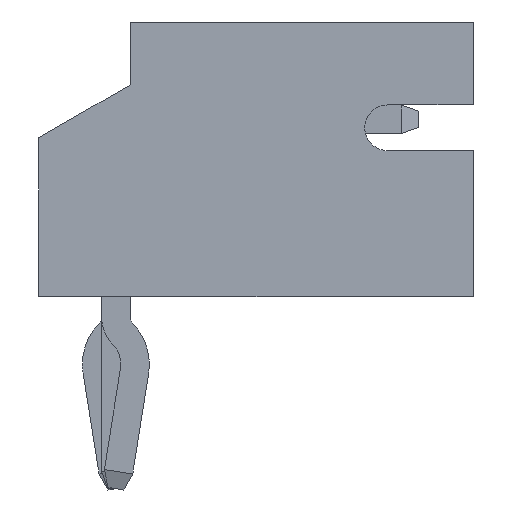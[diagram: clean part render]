
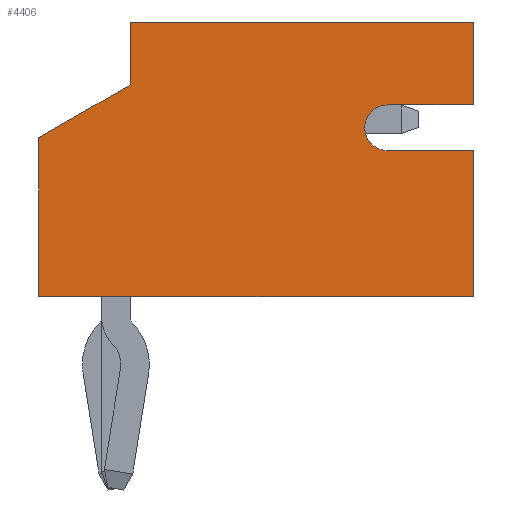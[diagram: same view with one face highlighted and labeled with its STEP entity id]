
A CAD part, left-side view. The second image highlights one B-rep face of the part: STEP entity #4406.
In plain terms, the highlighted planar face has unit normal (-1, 0, 0).
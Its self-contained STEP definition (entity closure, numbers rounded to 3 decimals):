
#3101 = VERTEX_POINT('',#3102);
#3102 = CARTESIAN_POINT('',(-2.95,3.7,1.6));
#3108 = EDGE_CURVE('',#3109,#3101,#3111,.T.);
#3109 = VERTEX_POINT('',#3110);
#3110 = CARTESIAN_POINT('',(-2.95,4.8,1.6));
#3111 = LINE('',#3112,#3113);
#3112 = CARTESIAN_POINT('',(-2.95,4.8,1.6));
#3113 = VECTOR('',#3114,1.);
#3114 = DIRECTION('',(0.,-1.,0.));
#3551 = EDGE_CURVE('',#3552,#3109,#3554,.T.);
#3552 = VERTEX_POINT('',#3553);
#3553 = CARTESIAN_POINT('',(-2.95,4.8,7.6));
#3554 = LINE('',#3555,#3556);
#3555 = CARTESIAN_POINT('',(-2.95,4.8,7.6));
#3556 = VECTOR('',#3557,1.);
#3557 = DIRECTION('',(0.,-0.,-1.));
#3677 = VERTEX_POINT('',#3678);
#3678 = CARTESIAN_POINT('',(-2.95,2.55,7.6));
#3684 = EDGE_CURVE('',#3685,#3677,#3687,.T.);
#3685 = VERTEX_POINT('',#3686);
#3686 = CARTESIAN_POINT('',(-2.95,0.,7.6));
#3687 = LINE('',#3688,#3689);
#3688 = CARTESIAN_POINT('',(-2.95,4.8,7.6));
#3689 = VECTOR('',#3690,1.);
#3690 = DIRECTION('',(0.,1.,0.));
#3741 = EDGE_CURVE('',#3742,#3685,#3744,.T.);
#3742 = VERTEX_POINT('',#3743);
#3743 = CARTESIAN_POINT('',(-2.95,0.,
    0.));
#3744 = LINE('',#3745,#3746);
#3745 = CARTESIAN_POINT('',(-2.95,0.,7.6));
#3746 = VECTOR('',#3747,1.);
#3747 = DIRECTION('',(0.,0.,1.));
#3992 = VERTEX_POINT('',#3993);
#3993 = CARTESIAN_POINT('',(-2.95,3.35,7.6));
#3999 = EDGE_CURVE('',#4000,#3992,#4002,.T.);
#4000 = VERTEX_POINT('',#4001);
#4001 = CARTESIAN_POINT('',(-2.95,3.35,6.1));
#4002 = LINE('',#4003,#4004);
#4003 = CARTESIAN_POINT('',(-2.95,3.35,7.6));
#4004 = VECTOR('',#4005,1.);
#4005 = DIRECTION('',(0.,0.,1.));
#4021 = EDGE_CURVE('',#4022,#4000,#4024,.T.);
#4022 = VERTEX_POINT('',#4023);
#4023 = CARTESIAN_POINT('',(-2.95,2.95,5.7));
#4024 = CIRCLE('',#4025,0.4);
#4025 = AXIS2_PLACEMENT_3D('',#4026,#4027,#4028);
#4026 = CARTESIAN_POINT('',(-2.95,2.95,6.1));
#4027 = DIRECTION('',(1.,0.,0.));
#4028 = DIRECTION('',(0.,0.,1.));
#4057 = VERTEX_POINT('',#4058);
#4058 = CARTESIAN_POINT('',(-2.95,2.55,6.1));
#4064 = EDGE_CURVE('',#4057,#4022,#4065,.T.);
#4065 = CIRCLE('',#4066,0.4);
#4066 = AXIS2_PLACEMENT_3D('',#4067,#4068,#4069);
#4067 = CARTESIAN_POINT('',(-2.95,2.95,6.1));
#4068 = DIRECTION('',(1.,0.,0.));
#4069 = DIRECTION('',(0.,0.,1.));
#4156 = VERTEX_POINT('',#4157);
#4157 = CARTESIAN_POINT('',(-2.95,2.776,0.));
#4163 = EDGE_CURVE('',#3101,#4156,#4164,.T.);
#4164 = LINE('',#4165,#4166);
#4165 = CARTESIAN_POINT('',(-2.95,3.7,1.6));
#4166 = VECTOR('',#4167,1.);
#4167 = DIRECTION('',(0.,-0.5,-0.866));
#4269 = EDGE_CURVE('',#3992,#3552,#4270,.T.);
#4270 = LINE('',#4271,#4272);
#4271 = CARTESIAN_POINT('',(-2.95,4.8,7.6));
#4272 = VECTOR('',#4273,1.);
#4273 = DIRECTION('',(0.,1.,0.));
#4362 = EDGE_CURVE('',#3677,#4057,#4363,.T.);
#4363 = LINE('',#4364,#4365);
#4364 = CARTESIAN_POINT('',(-2.95,2.55,7.6));
#4365 = VECTOR('',#4366,1.);
#4366 = DIRECTION('',(0.,-0.,-1.));
#4395 = EDGE_CURVE('',#4156,#3742,#4396,.T.);
#4396 = LINE('',#4397,#4398);
#4397 = CARTESIAN_POINT('',(-2.95,4.8,0.));
#4398 = VECTOR('',#4399,1.);
#4399 = DIRECTION('',(0.,-1.,0.));
#4406 = ADVANCED_FACE('',(#4407),#4420,.T.);
#4407 = FACE_BOUND('',#4408,.T.);
#4408 = EDGE_LOOP('',(#4409,#4410,#4411,#4412,#4413,#4414,#4415,#4416,
    #4417,#4418,#4419));
#4409 = ORIENTED_EDGE('',*,*,#3741,.T.);
#4410 = ORIENTED_EDGE('',*,*,#3684,.T.);
#4411 = ORIENTED_EDGE('',*,*,#4362,.T.);
#4412 = ORIENTED_EDGE('',*,*,#4064,.T.);
#4413 = ORIENTED_EDGE('',*,*,#4021,.T.);
#4414 = ORIENTED_EDGE('',*,*,#3999,.T.);
#4415 = ORIENTED_EDGE('',*,*,#4269,.T.);
#4416 = ORIENTED_EDGE('',*,*,#3551,.T.);
#4417 = ORIENTED_EDGE('',*,*,#3108,.T.);
#4418 = ORIENTED_EDGE('',*,*,#4163,.T.);
#4419 = ORIENTED_EDGE('',*,*,#4395,.T.);
#4420 = PLANE('',#4421);
#4421 = AXIS2_PLACEMENT_3D('',#4422,#4423,#4424);
#4422 = CARTESIAN_POINT('',(-2.95,4.8,7.6));
#4423 = DIRECTION('',(-1.,0.,0.));
#4424 = DIRECTION('',(0.,0.,1.));
